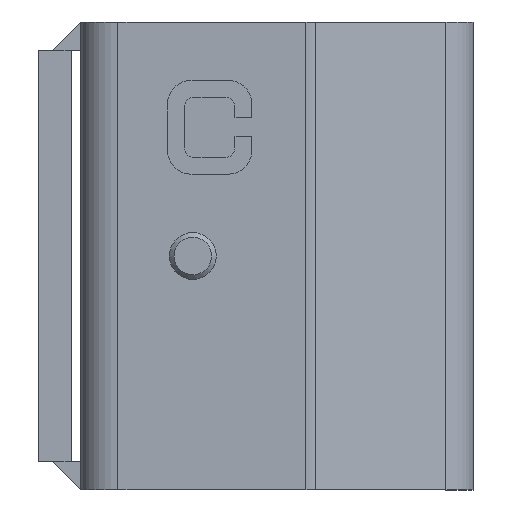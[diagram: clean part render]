
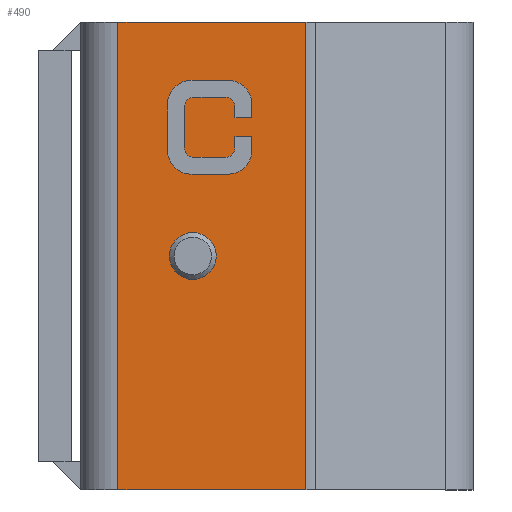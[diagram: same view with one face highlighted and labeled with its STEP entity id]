
A CAD part, left-side view. The second image highlights one B-rep face of the part: STEP entity #490.
In plain terms, the highlighted planar face has unit normal (-1, 0, 0).
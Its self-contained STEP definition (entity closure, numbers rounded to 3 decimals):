
#490=ADVANCED_FACE('',(#1507,#1509,#1511),#1513,.T.);
#1507=FACE_BOUND('',#1508,.T.);
#1508=EDGE_LOOP('',(#2255,#2256,#2257,#2258));
#1509=FACE_BOUND('',#1510,.T.);
#1510=EDGE_LOOP('',(#2259,#2260,#2261,#2262,#2263,#2264,#2265,#2266,#2267,#2268,
#2269,#2270,#2271,#2272,#2273,#2274,#2275,#2276,#2277,#2278));
#1511=FACE_BOUND('',#1512,.T.);
#1512=EDGE_LOOP('',(#2279));
#1513=PLANE('',#1514);
#1514=AXIS2_PLACEMENT_3D('',#1515,#1516,#1517);
#1515=CARTESIAN_POINT('',(0.,-4.544,0.));
#1516=DIRECTION('',(-1.,0.,0.));
#1517=DIRECTION('',(0.,1.,0.));
#2255=ORIENTED_EDGE('',*,*,#2694,.T.);
#2256=ORIENTED_EDGE('',*,*,#2680,.T.);
#2257=ORIENTED_EDGE('',*,*,#2677,.T.);
#2258=ORIENTED_EDGE('',*,*,#2688,.T.);
#2259=ORIENTED_EDGE('',*,*,#2695,.T.);
#2260=ORIENTED_EDGE('',*,*,#2696,.T.);
#2261=ORIENTED_EDGE('',*,*,#2697,.T.);
#2262=ORIENTED_EDGE('',*,*,#2698,.T.);
#2263=ORIENTED_EDGE('',*,*,#2699,.T.);
#2264=ORIENTED_EDGE('',*,*,#2700,.T.);
#2265=ORIENTED_EDGE('',*,*,#2701,.T.);
#2266=ORIENTED_EDGE('',*,*,#2702,.T.);
#2267=ORIENTED_EDGE('',*,*,#2703,.T.);
#2268=ORIENTED_EDGE('',*,*,#2704,.T.);
#2269=ORIENTED_EDGE('',*,*,#2705,.T.);
#2270=ORIENTED_EDGE('',*,*,#2706,.T.);
#2271=ORIENTED_EDGE('',*,*,#2707,.T.);
#2272=ORIENTED_EDGE('',*,*,#2708,.T.);
#2273=ORIENTED_EDGE('',*,*,#2709,.T.);
#2274=ORIENTED_EDGE('',*,*,#2710,.T.);
#2275=ORIENTED_EDGE('',*,*,#2711,.T.);
#2276=ORIENTED_EDGE('',*,*,#2712,.T.);
#2277=ORIENTED_EDGE('',*,*,#2713,.T.);
#2278=ORIENTED_EDGE('',*,*,#2714,.T.);
#2279=ORIENTED_EDGE('',*,*,#2715,.T.);
#2677=EDGE_CURVE('',#2986,#3001,#3021,.T.);
#2680=EDGE_CURVE('',#3022,#2986,#3026,.T.);
#2688=EDGE_CURVE('',#3001,#3036,#3038,.T.);
#2694=EDGE_CURVE('',#3036,#3022,#3047,.T.);
#2695=EDGE_CURVE('',#3048,#3049,#3050,.F.);
#2696=EDGE_CURVE('',#3049,#3051,#3052,.F.);
#2697=EDGE_CURVE('',#3051,#3053,#3054,.F.);
#2698=EDGE_CURVE('',#3053,#3055,#3056,.F.);
#2699=EDGE_CURVE('',#3055,#3057,#3058,.F.);
#2700=EDGE_CURVE('',#3057,#3059,#3060,.F.);
#2701=EDGE_CURVE('',#3059,#3061,#3062,.F.);
#2702=EDGE_CURVE('',#3061,#3063,#3064,.F.);
#2703=EDGE_CURVE('',#3063,#3065,#3066,.F.);
#2704=EDGE_CURVE('',#3065,#3067,#3068,.F.);
#2705=EDGE_CURVE('',#3067,#3069,#3070,.F.);
#2706=EDGE_CURVE('',#3069,#3071,#3072,.F.);
#2707=EDGE_CURVE('',#3071,#3073,#3074,.F.);
#2708=EDGE_CURVE('',#3073,#3075,#3076,.F.);
#2709=EDGE_CURVE('',#3075,#3077,#3078,.F.);
#2710=EDGE_CURVE('',#3077,#3079,#3080,.F.);
#2711=EDGE_CURVE('',#3079,#3081,#3082,.F.);
#2712=EDGE_CURVE('',#3081,#3083,#3084,.F.);
#2713=EDGE_CURVE('',#3083,#3085,#3086,.F.);
#2714=EDGE_CURVE('',#3085,#3048,#3087,.F.);
#2715=EDGE_CURVE('',#3088,#3088,#3089,.F.);
#2986=VERTEX_POINT('',#3611);
#3001=VERTEX_POINT('',#3651);
#3021=LINE('',#3704,#3705);
#3022=VERTEX_POINT('',#3707);
#3026=LINE('',#3715,#3716);
#3036=VERTEX_POINT('',#3739);
#3038=LINE('',#3743,#3744);
#3047=LINE('',#3767,#3768);
#3048=VERTEX_POINT('',#3770);
#3049=VERTEX_POINT('',#3771);
#3050=LINE('',#3772,#3773);
#3051=VERTEX_POINT('',#3775);
#3052=CIRCLE('',#3776,2.5);
#3053=VERTEX_POINT('',#3780);
#3054=LINE('',#3781,#3782);
#3055=VERTEX_POINT('',#3784);
#3056=CIRCLE('',#3785,2.5);
#3057=VERTEX_POINT('',#3789);
#3058=LINE('',#3790,#3791);
#3059=VERTEX_POINT('',#3793);
#3060=CIRCLE('',#3794,2.5);
#3061=VERTEX_POINT('',#3798);
#3062=LINE('',#3799,#3800);
#3063=VERTEX_POINT('',#3802);
#3064=LINE('',#3803,#3804);
#3065=VERTEX_POINT('',#3806);
#3066=LINE('',#3807,#3808);
#3067=VERTEX_POINT('',#3810);
#3068=CIRCLE('',#3811,1.);
#3069=VERTEX_POINT('',#3815);
#3070=LINE('',#3816,#3817);
#3071=VERTEX_POINT('',#3819);
#3072=CIRCLE('',#3820,1.);
#3073=VERTEX_POINT('',#3824);
#3074=LINE('',#3825,#3826);
#3075=VERTEX_POINT('',#3828);
#3076=CIRCLE('',#3829,1.);
#3077=VERTEX_POINT('',#3833);
#3078=LINE('',#3834,#3835);
#3079=VERTEX_POINT('',#3837);
#3080=CIRCLE('',#3838,1.);
#3081=VERTEX_POINT('',#3842);
#3082=LINE('',#3843,#3844);
#3083=VERTEX_POINT('',#3846);
#3084=LINE('',#3847,#3848);
#3085=VERTEX_POINT('',#3850);
#3086=LINE('',#3851,#3852);
#3087=CIRCLE('',#3854,2.5);
#3088=VERTEX_POINT('',#3858);
#3089=CIRCLE('',#3859,2.5);
#3611=CARTESIAN_POINT('',(0.,-4.,0.));
#3651=CARTESIAN_POINT('',(0.,-4.,-50.));
#3704=CARTESIAN_POINT('',(0.,-4.,0.));
#3705=VECTOR('',#3706,1.);
#3706=DIRECTION('',(0.,0.,-1.));
#3707=CARTESIAN_POINT('',(0.,-24.083,0.));
#3715=CARTESIAN_POINT('',(0.,-24.083,0.));
#3716=VECTOR('',#3717,1.);
#3717=DIRECTION('',(0.,1.,0.));
#3739=CARTESIAN_POINT('',(0.,-24.083,-50.));
#3743=CARTESIAN_POINT('',(0.,-4.,-50.));
#3744=VECTOR('',#3745,1.);
#3745=DIRECTION('',(0.,-1.,0.));
#3767=CARTESIAN_POINT('',(0.,-24.083,-50.));
#3768=VECTOR('',#3769,1.);
#3769=DIRECTION('',(0.,0.,1.));
#3770=CARTESIAN_POINT('',(0.,-15.804,-16.252));
#3771=CARTESIAN_POINT('',(0.,-11.804,-16.252));
#3772=CARTESIAN_POINT('',(0.,-11.804,-16.252));
#3773=VECTOR('',#3774,1.);
#3774=DIRECTION('',(0.,-1.,0.));
#3775=CARTESIAN_POINT('',(0.,-9.304,-13.752));
#3776=AXIS2_PLACEMENT_3D('',#3777,#3778,#3779);
#3777=CARTESIAN_POINT('',(0.,-11.804,-13.752));
#3778=DIRECTION('',(-1.,0.,0.));
#3779=DIRECTION('',(0.,1.,0.));
#3780=CARTESIAN_POINT('',(0.,-9.304,-8.748));
#3781=CARTESIAN_POINT('',(0.,-9.304,-8.748));
#3782=VECTOR('',#3783,1.);
#3783=DIRECTION('',(0.,0.,-1.));
#3784=CARTESIAN_POINT('',(0.,-11.804,-6.248));
#3785=AXIS2_PLACEMENT_3D('',#3786,#3787,#3788);
#3786=CARTESIAN_POINT('',(0.,-11.804,-8.748));
#3787=DIRECTION('',(-1.,0.,0.));
#3788=DIRECTION('',(0.,0.,1.));
#3789=CARTESIAN_POINT('',(0.,-15.804,-6.248));
#3790=CARTESIAN_POINT('',(0.,-15.804,-6.248));
#3791=VECTOR('',#3792,1.);
#3792=DIRECTION('',(0.,1.,0.));
#3793=CARTESIAN_POINT('',(0.,-18.304,-8.748));
#3794=AXIS2_PLACEMENT_3D('',#3795,#3796,#3797);
#3795=CARTESIAN_POINT('',(0.,-15.804,-8.748));
#3796=DIRECTION('',(-1.,0.,0.));
#3797=DIRECTION('',(0.,-1.,0.));
#3798=CARTESIAN_POINT('',(0.,-18.304,-10.25));
#3799=CARTESIAN_POINT('',(0.,-18.304,-10.25));
#3800=VECTOR('',#3801,1.);
#3801=DIRECTION('',(0.,0.,1.));
#3802=CARTESIAN_POINT('',(0.,-16.504,-10.25));
#3803=CARTESIAN_POINT('',(0.,-16.504,-10.25));
#3804=VECTOR('',#3805,1.);
#3805=DIRECTION('',(0.,-1.,0.));
#3806=CARTESIAN_POINT('',(0.,-16.504,-9.048));
#3807=CARTESIAN_POINT('',(0.,-16.504,-9.048));
#3808=VECTOR('',#3809,1.);
#3809=DIRECTION('',(0.,0.,-1.));
#3810=CARTESIAN_POINT('',(0.,-15.504,-8.048));
#3811=AXIS2_PLACEMENT_3D('',#3812,#3813,#3814);
#3812=CARTESIAN_POINT('',(0.,-15.504,-9.048));
#3813=DIRECTION('',(1.,0.,0.));
#3814=DIRECTION('',(0.,0.,1.));
#3815=CARTESIAN_POINT('',(0.,-12.104,-8.048));
#3816=CARTESIAN_POINT('',(0.,-12.104,-8.048));
#3817=VECTOR('',#3818,1.);
#3818=DIRECTION('',(0.,-1.,0.));
#3819=CARTESIAN_POINT('',(0.,-11.104,-9.048));
#3820=AXIS2_PLACEMENT_3D('',#3821,#3822,#3823);
#3821=CARTESIAN_POINT('',(0.,-12.104,-9.048));
#3822=DIRECTION('',(1.,0.,0.));
#3823=DIRECTION('',(0.,1.,0.));
#3824=CARTESIAN_POINT('',(0.,-11.104,-13.452));
#3825=CARTESIAN_POINT('',(0.,-11.104,-13.452));
#3826=VECTOR('',#3827,1.);
#3827=DIRECTION('',(0.,0.,1.));
#3828=CARTESIAN_POINT('',(0.,-12.104,-14.452));
#3829=AXIS2_PLACEMENT_3D('',#3830,#3831,#3832);
#3830=CARTESIAN_POINT('',(0.,-12.104,-13.452));
#3831=DIRECTION('',(1.,0.,0.));
#3832=DIRECTION('',(0.,0.,-1.));
#3833=CARTESIAN_POINT('',(0.,-15.504,-14.452));
#3834=CARTESIAN_POINT('',(0.,-15.504,-14.452));
#3835=VECTOR('',#3836,1.);
#3836=DIRECTION('',(0.,1.,0.));
#3837=CARTESIAN_POINT('',(0.,-16.504,-13.452));
#3838=AXIS2_PLACEMENT_3D('',#3839,#3840,#3841);
#3839=CARTESIAN_POINT('',(0.,-15.504,-13.452));
#3840=DIRECTION('',(1.,0.,0.));
#3841=DIRECTION('',(0.,-1.,0.));
#3842=CARTESIAN_POINT('',(0.,-16.504,-12.25));
#3843=CARTESIAN_POINT('',(0.,-16.504,-12.25));
#3844=VECTOR('',#3845,1.);
#3845=DIRECTION('',(0.,0.,-1.));
#3846=CARTESIAN_POINT('',(0.,-18.304,-12.25));
#3847=CARTESIAN_POINT('',(0.,-18.304,-12.25));
#3848=VECTOR('',#3849,1.);
#3849=DIRECTION('',(0.,1.,0.));
#3850=CARTESIAN_POINT('',(0.,-18.304,-13.752));
#3851=CARTESIAN_POINT('',(0.,-18.304,-13.752));
#3852=VECTOR('',#3853,1.);
#3853=DIRECTION('',(0.,0.,1.));
#3854=AXIS2_PLACEMENT_3D('',#3855,#3856,#3857);
#3855=CARTESIAN_POINT('',(0.,-15.804,-13.752));
#3856=DIRECTION('',(-1.,0.,0.));
#3857=DIRECTION('',(0.,0.,-1.));
#3858=CARTESIAN_POINT('',(0.,-14.5,-25.));
#3859=AXIS2_PLACEMENT_3D('',#3860,#3861,#3862);
#3860=CARTESIAN_POINT('',(0.,-12.,-25.));
#3861=DIRECTION('',(-1.,0.,0.));
#3862=DIRECTION('',(0.,-1.,0.));
